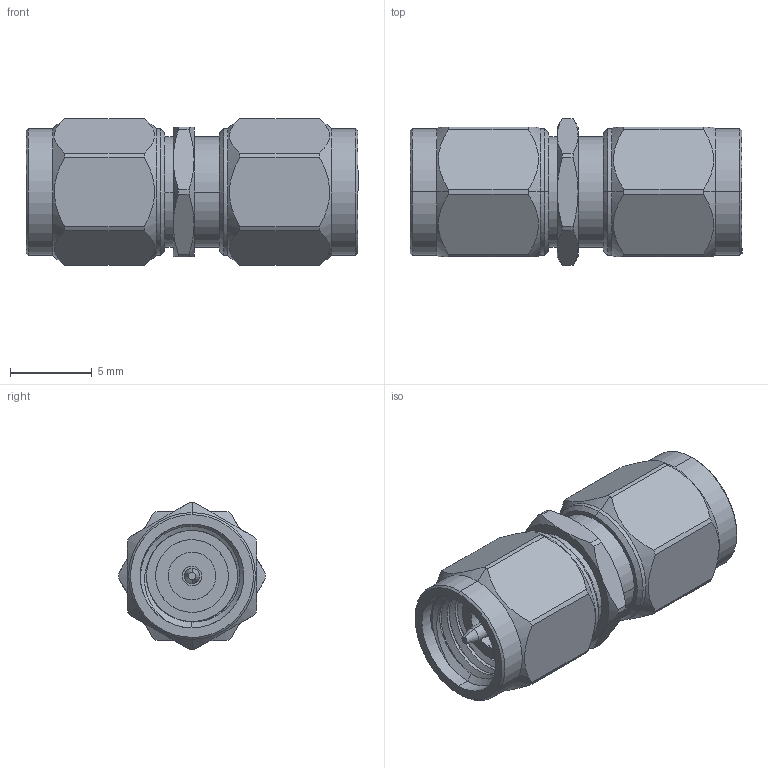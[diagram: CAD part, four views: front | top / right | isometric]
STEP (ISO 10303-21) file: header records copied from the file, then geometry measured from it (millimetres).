
FILE_DESCRIPTION (( 'STEP AP203' ), '1' );
FILE_NAME ('PE9436.step', '2018-10-02T15:25:38', ( '' ), ( '' ), 'SwSTEP 2.0', 'SolidWorks 2017', '' );
FILE_SCHEMA (( 'CONFIG_CONTROL_DESIGN' ));
Length unit declared in the file: inch
Products named in the file (1): PE9436
Bounding box: 20.32 x 8.99 x 8.99 mm (x, y, z)
Volume: 794.3 mm3; surface area: 1106.9 mm2
Topology: 1 solids, 1 shells, 154 faces, 374 edges, 236 vertices
Faces by surface type: cylinder 76, cone 38, plane 34, bspline 6
Entity records: 9263 total; most frequent: CARTESIAN_POINT 5889, ORIENTED_EDGE 748, DIRECTION 596, EDGE_CURVE 374, AXIS2_PLACEMENT_3D 239, VERTEX_POINT 236, EDGE_LOOP 168, ADVANCED_FACE 154
